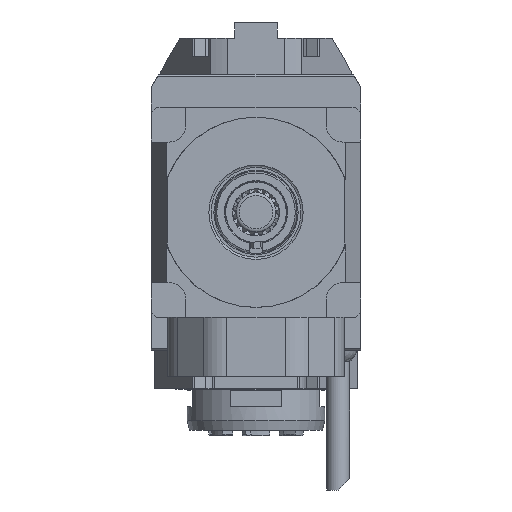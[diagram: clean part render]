
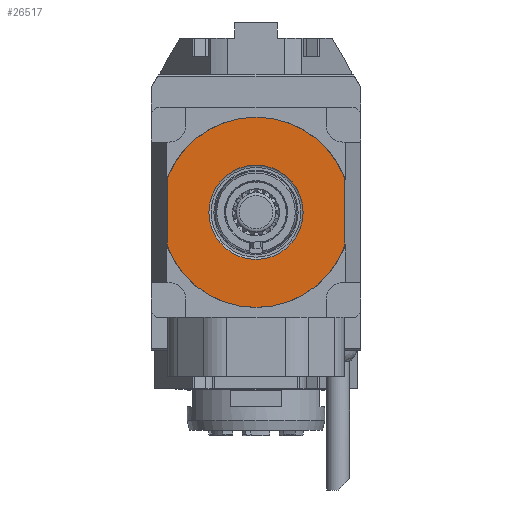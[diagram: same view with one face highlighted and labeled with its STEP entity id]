
A CAD part, front view. The second image highlights one B-rep face of the part: STEP entity #26517.
In plain terms, the highlighted planar face has unit normal (0, -1, 0).
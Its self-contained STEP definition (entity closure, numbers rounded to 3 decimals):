
#421 = CARTESIAN_POINT ( 'NONE',  ( 0., -70., -29. ) ) ;
#1415 = CARTESIAN_POINT ( 'NONE',  ( 27., -70., 10.583 ) ) ;
#1563 = EDGE_LOOP ( 'NONE', ( #21877 ) ) ;
#1993 = CARTESIAN_POINT ( 'NONE',  ( 0., -70., 0. ) ) ;
#2896 = VERTEX_POINT ( 'NONE', #27006 ) ;
#3369 = DIRECTION ( 'NONE',  ( 0., 0., -1. ) ) ;
#3924 = VERTEX_POINT ( 'NONE', #34256 ) ;
#6049 = CARTESIAN_POINT ( 'NONE',  ( 27., -70., 32. ) ) ;
#8712 = CARTESIAN_POINT ( 'NONE',  ( 0., -70., -14.369 ) ) ;
#9041 = LINE ( 'NONE', #30702, #37600 ) ;
#9063 = ORIENTED_EDGE ( 'NONE', *, *, #24737, .T. ) ;
#10319 = ORIENTED_EDGE ( 'NONE', *, *, #10923, .T. ) ;
#10923 = EDGE_CURVE ( 'NONE', #3924, #30126, #9041, .T. ) ;
#11791 = DIRECTION ( 'NONE',  ( 0., -1., 0. ) ) ;
#12170 = LINE ( 'NONE', #6049, #34904 ) ;
#12707 = ORIENTED_EDGE ( 'NONE', *, *, #36823, .T. ) ;
#12772 = ORIENTED_EDGE ( 'NONE', *, *, #24773, .F. ) ;
#13393 = FACE_OUTER_BOUND ( 'NONE', #30463, .T. ) ;
#13852 = CARTESIAN_POINT ( 'NONE',  ( -27., -70., -10.583 ) ) ;
#13951 = DIRECTION ( 'NONE',  ( 0., -1., 0. ) ) ;
#15591 = DIRECTION ( 'NONE',  ( 0., -1., 0. ) ) ;
#16226 = FACE_BOUND ( 'NONE', #1563, .T. ) ;
#16982 = EDGE_CURVE ( 'NONE', #36448, #36448, #29514, .T. ) ;
#17256 = AXIS2_PLACEMENT_3D ( 'NONE', #21468, #15591, #37428 ) ;
#17622 = AXIS2_PLACEMENT_3D ( 'NONE', #421, #38058, #27950 ) ;
#20485 = VERTEX_POINT ( 'NONE', #1415 ) ;
#20709 = CIRCLE ( 'NONE', #28512, 29. ) ;
#21468 = CARTESIAN_POINT ( 'NONE',  ( 0., -70., 0. ) ) ;
#21877 = ORIENTED_EDGE ( 'NONE', *, *, #16982, .F. ) ;
#24737 = EDGE_CURVE ( 'NONE', #30126, #2896, #20709, .T. ) ;
#24773 = EDGE_CURVE ( 'NONE', #20485, #2896, #12170, .T. ) ;
#25718 = PLANE ( 'NONE',  #17622 ) ;
#26480 = AXIS2_PLACEMENT_3D ( 'NONE', #1993, #13951, #38591 ) ;
#26517 = ADVANCED_FACE ( 'Defeature completata12_31', ( #13393, #16226 ), #25718, .T. ) ;
#27006 = CARTESIAN_POINT ( 'NONE',  ( 27., -70., -10.583 ) ) ;
#27950 = DIRECTION ( 'NONE',  ( 0., 0., -1. ) ) ;
#28512 = AXIS2_PLACEMENT_3D ( 'NONE', #33975, #11791, #36432 ) ;
#29514 = CIRCLE ( 'NONE', #17256, 14.369 ) ;
#30126 = VERTEX_POINT ( 'NONE', #13852 ) ;
#30463 = EDGE_LOOP ( 'NONE', ( #12772, #12707, #10319, #9063 ) ) ;
#30702 = CARTESIAN_POINT ( 'NONE',  ( -27., -70., 32. ) ) ;
#30748 = DIRECTION ( 'NONE',  ( 0., 0., -1. ) ) ;
#32249 = CIRCLE ( 'NONE', #26480, 29. ) ;
#33975 = CARTESIAN_POINT ( 'NONE',  ( 0., -70., 0. ) ) ;
#34256 = CARTESIAN_POINT ( 'NONE',  ( -27., -70., 10.583 ) ) ;
#34904 = VECTOR ( 'NONE', #30748, 1000. ) ;
#36432 = DIRECTION ( 'NONE',  ( 0., 0., -1. ) ) ;
#36448 = VERTEX_POINT ( 'NONE', #8712 ) ;
#36823 = EDGE_CURVE ( 'NONE', #20485, #3924, #32249, .T. ) ;
#37428 = DIRECTION ( 'NONE',  ( 0., 0., -1. ) ) ;
#37600 = VECTOR ( 'NONE', #3369, 1000. ) ;
#38058 = DIRECTION ( 'NONE',  ( 0., -1., 0. ) ) ;
#38591 = DIRECTION ( 'NONE',  ( 0., 0., -1. ) ) ;
